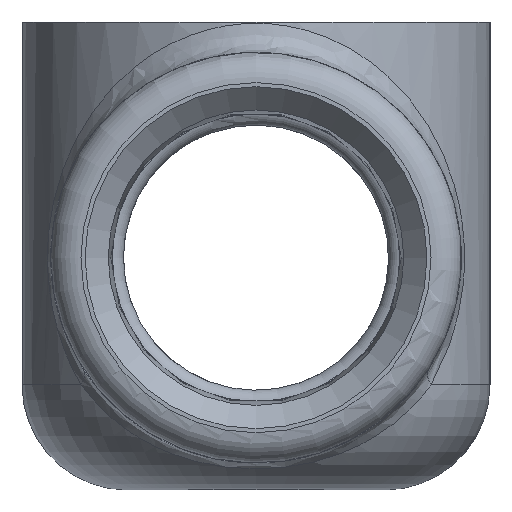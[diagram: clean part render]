
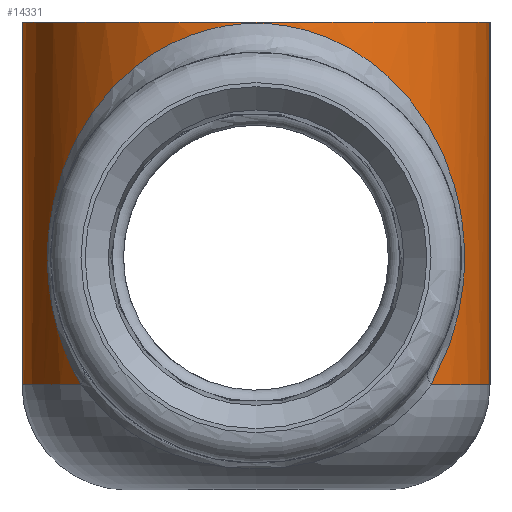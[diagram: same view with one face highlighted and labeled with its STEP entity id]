
A CAD part, left-side view. The second image highlights one B-rep face of the part: STEP entity #14331.
In plain terms, the highlighted cylindrical face has radius 35.306 mm (diameter 70.612 mm), a partial arc.
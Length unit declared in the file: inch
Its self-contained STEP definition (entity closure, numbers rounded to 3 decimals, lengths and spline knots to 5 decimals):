
#510=LINE('',#18812,#1952);
#511=LINE('',#18816,#1953);
#1952=VECTOR('',#15814,0.3937);
#1953=VECTOR('',#15817,0.3937);
#3394=B_SPLINE_CURVE_WITH_KNOTS('',3,(#18690,#18691,#18692,#18693,#18694,
#18695,#18696,#18697,#18698,#18699,#18700,#18701,#18702,#18703,#18704,#18705,
#18706,#18707,#18708,#18709,#18710,#18711,#18712,#18713,#18714),
 .UNSPECIFIED.,.F.,.F.,(4,1,1,1,1,1,1,1,1,1,1,1,1,1,1,1,1,1,1,1,1,1,4),
(-16.52444,-15.93428,-15.34413,-14.75397,
-14.45889,-14.16381,-13.57365,-12.98349,
-11.80317,-10.62286,-9.44254,-8.65566,-7.86878,
-7.0819,-6.29503,-5.50815,-4.72127,
-3.93439,-3.14751,-2.36063,-1.77048,
-1.18032,0.),.UNSPECIFIED.);
#5004=FACE_OUTER_BOUND('',#5785,.T.);
#5785=EDGE_LOOP('',(#10209,#10210,#10211,#10212,#10213,#10214));
#6669=CIRCLE('',#15137,1.39);
#6670=CIRCLE('',#15138,1.39);
#6671=CIRCLE('',#15139,1.39);
#6790=VERTEX_POINT('',#18687);
#6791=VERTEX_POINT('',#18689);
#6793=VERTEX_POINT('',#18809);
#6794=VERTEX_POINT('',#18811);
#6795=VERTEX_POINT('',#18813);
#6796=VERTEX_POINT('',#18815);
#8156=EDGE_CURVE('',#6790,#6791,#3394,.T.);
#8161=EDGE_CURVE('',#6793,#6790,#6669,.T.);
#8162=EDGE_CURVE('',#6794,#6793,#510,.T.);
#8163=EDGE_CURVE('',#6795,#6794,#6670,.T.);
#8164=EDGE_CURVE('',#6796,#6795,#511,.T.);
#8165=EDGE_CURVE('',#6791,#6796,#6671,.T.);
#10209=ORIENTED_EDGE('',*,*,#8156,.F.);
#10210=ORIENTED_EDGE('',*,*,#8161,.F.);
#10211=ORIENTED_EDGE('',*,*,#8162,.F.);
#10212=ORIENTED_EDGE('',*,*,#8163,.F.);
#10213=ORIENTED_EDGE('',*,*,#8164,.F.);
#10214=ORIENTED_EDGE('',*,*,#8165,.F.);
#14289=CYLINDRICAL_SURFACE('',#15136,1.39);
#14331=ADVANCED_FACE('',(#5004),#14289,.T.);
#15136=AXIS2_PLACEMENT_3D('',#18808,#15810,#15811);
#15137=AXIS2_PLACEMENT_3D('',#18810,#15812,#15813);
#15138=AXIS2_PLACEMENT_3D('',#18814,#15815,#15816);
#15139=AXIS2_PLACEMENT_3D('',#18817,#15818,#15819);
#15810=DIRECTION('center_axis',(0.,0.,1.));
#15811=DIRECTION('ref_axis',(0.,-1.,0.));
#15812=DIRECTION('center_axis',(0.,0.,-1.));
#15813=DIRECTION('ref_axis',(-1.,0.,0.));
#15814=DIRECTION('',(0.,0.,-1.));
#15815=DIRECTION('center_axis',(0.,0.,1.));
#15816=DIRECTION('ref_axis',(0.,-1.,0.));
#15817=DIRECTION('',(0.,0.,1.));
#15818=DIRECTION('center_axis',(0.,0.,-1.));
#15819=DIRECTION('ref_axis',(-1.,0.,0.));
#18687=CARTESIAN_POINT('',(-3.54354,-1.04061,-0.765));
#18689=CARTESIAN_POINT('',(-3.54354,1.04061,-0.765));
#18690=CARTESIAN_POINT('Ctrl Pts',(-3.54354,-1.04061,
-0.765));
#18691=CARTESIAN_POINT('Ctrl Pts',(-3.50754,-1.07249,-0.70952));
#18692=CARTESIAN_POINT('Ctrl Pts',(-3.43589,-1.12925,
-0.59354));
#18693=CARTESIAN_POINT('Ctrl Pts',(-3.33703,-1.1935,
-0.40189));
#18694=CARTESIAN_POINT('Ctrl Pts',(-3.27497,-1.22728,
-0.22359));
#18695=CARTESIAN_POINT('Ctrl Pts',(-3.25215,-1.23896,
-0.07075));
#18696=CARTESIAN_POINT('Ctrl Pts',(-3.25159,-1.23922,
0.08497));
#18697=CARTESIAN_POINT('Ctrl Pts',(-3.29347,-1.21794,
0.27378));
#18698=CARTESIAN_POINT('Ctrl Pts',(-3.41271,-1.14783,
0.54334));
#18699=CARTESIAN_POINT('Ctrl Pts',(-3.59719,-1.00605,0.83292));
#18700=CARTESIAN_POINT('Ctrl Pts',(-3.80761,-0.75341,
1.12065));
#18701=CARTESIAN_POINT('Ctrl Pts',(-3.95113,-0.45049,
1.30484));
#18702=CARTESIAN_POINT('Ctrl Pts',(-4.01423,-0.13946,
1.38464));
#18703=CARTESIAN_POINT('Ctrl Pts',(-4.01423,0.13934,
1.38461));
#18704=CARTESIAN_POINT('Ctrl Pts',(-3.96017,0.40576,
1.31636));
#18705=CARTESIAN_POINT('Ctrl Pts',(-3.86326,0.64127,
1.19203));
#18706=CARTESIAN_POINT('Ctrl Pts',(-3.73771,0.83903,1.02572));
#18707=CARTESIAN_POINT('Ctrl Pts',(-3.59607,0.99841,
0.82785));
#18708=CARTESIAN_POINT('Ctrl Pts',(-3.45048,1.12079,0.60192));
#18709=CARTESIAN_POINT('Ctrl Pts',(-3.31714,1.2061,0.34718));
#18710=CARTESIAN_POINT('Ctrl Pts',(-3.24066,1.24462,0.07378));
#18711=CARTESIAN_POINT('Ctrl Pts',(-3.26206,1.23419,-0.18835));
#18712=CARTESIAN_POINT('Ctrl Pts',(-3.36259,1.17975,-0.4727));
#18713=CARTESIAN_POINT('Ctrl Pts',(-3.47153,1.10438,-0.65404));
#18714=CARTESIAN_POINT('Ctrl Pts',(-3.54354,1.04061,-0.765));
#18808=CARTESIAN_POINT('Origin',(-2.622,0.,0.));
#18809=CARTESIAN_POINT('',(-2.622,-1.39,-0.765));
#18810=CARTESIAN_POINT('Origin',(-2.622,0.,-0.765));
#18811=CARTESIAN_POINT('',(-2.622,-1.39,1.39));
#18812=CARTESIAN_POINT('',(-2.622,-1.39,0.));
#18813=CARTESIAN_POINT('',(-2.622,1.39,1.39));
#18814=CARTESIAN_POINT('Origin',(-2.622,0.,1.39));
#18815=CARTESIAN_POINT('',(-2.622,1.39,-0.765));
#18816=CARTESIAN_POINT('',(-2.622,1.39,0.));
#18817=CARTESIAN_POINT('Origin',(-2.622,0.,-0.765));
